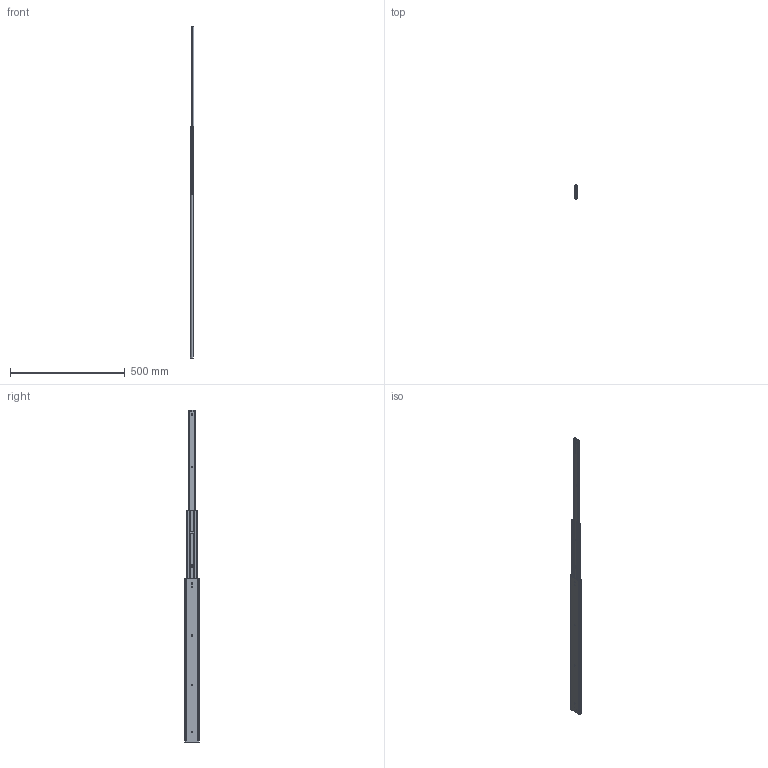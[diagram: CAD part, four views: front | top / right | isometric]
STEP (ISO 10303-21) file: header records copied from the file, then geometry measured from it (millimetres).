
FILE_DESCRIPTION (( 'STEP AP203' ), '1' );
FILE_NAME ('K-350-28.STEP', '2011-09-16T00:47:23', ( '' ), ( '' ), 'SwSTEP 2.0', 'SolidWorks 2011', '' );
FILE_SCHEMA (( 'CONFIG_CONTROL_DESIGN' ));
Length unit declared in the file: millimetre
Products named in the file (4): K-350-28; K-350-28下_; K-350-28中_; K-350-28上_
Assembly tree (3 placements, depth 2):
  K-350-28
    K-350-28上_
    K-350-28下_
    K-350-28中_
Bounding box: 16 x 62.99 x 1447.8 mm (x, y, z)
Volume: 255477.3 mm3; surface area: 280750.8 mm2
Topology: 3 solids, 3 shells, 211 faces, 618 edges, 412 vertices
Faces by surface type: plane 127, cylinder 84
Entity records: 7486 total; most frequent: CARTESIAN_POINT 1271, ORIENTED_EDGE 1236, DIRECTION 1220, EDGE_CURVE 618, VECTOR 434, LINE 434, VERTEX_POINT 412, AXIS2_PLACEMENT_3D 393
